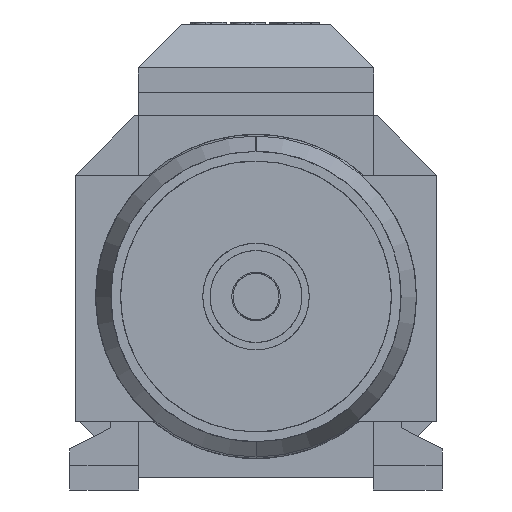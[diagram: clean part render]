
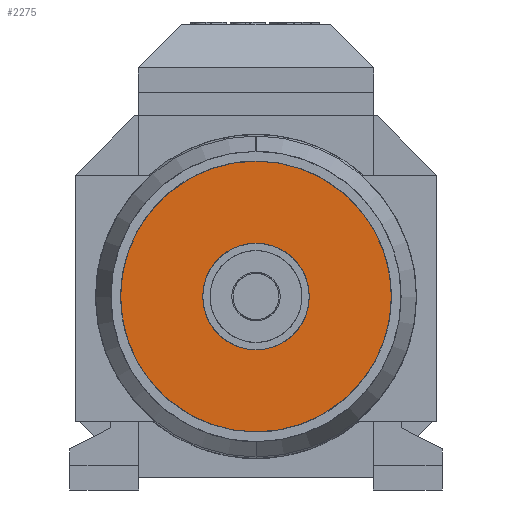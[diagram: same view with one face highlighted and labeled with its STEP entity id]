
A CAD part, front view. The second image highlights one B-rep face of the part: STEP entity #2275.
In plain terms, the highlighted planar face has unit normal (0, -1, 0).
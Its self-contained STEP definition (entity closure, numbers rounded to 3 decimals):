
#161=PLANE('',#7913);
#313=FACE_BOUND('',#2684,.T.);
#314=FACE_BOUND('',#2685,.T.);
#2275=ADVANCED_FACE('',(#313,#314),#161,.T.);
#2684=EDGE_LOOP('',(#4763,#4764));
#2685=EDGE_LOOP('',(#4765,#4766));
#4763=ORIENTED_EDGE('',*,*,#6863,.T.);
#4764=ORIENTED_EDGE('',*,*,#6864,.T.);
#4765=ORIENTED_EDGE('',*,*,#6865,.T.);
#4766=ORIENTED_EDGE('',*,*,#6866,.T.);
#5813=VERTEX_POINT('',#10334);
#5814=VERTEX_POINT('',#10335);
#5815=VERTEX_POINT('',#10368);
#5816=VERTEX_POINT('',#10369);
#6863=EDGE_CURVE('',#5813,#5814,#7793,.T.);
#6864=EDGE_CURVE('',#5814,#5813,#7794,.T.);
#6865=EDGE_CURVE('',#5815,#5816,#7795,.T.);
#6866=EDGE_CURVE('',#5816,#5815,#7796,.T.);
#7793=B_SPLINE_CURVE_WITH_KNOTS('',3,(#10320,#10321,#10322,#10323,#10324,
#10325,#10326,#10327,#10328,#10329,#10330,#10331,#10332,#10333),
 .UNSPECIFIED.,.F.,.F.,(4,2,2,2,2,2,4),(0.,0.125,0.25,0.5,0.75,0.875,1.),
 .UNSPECIFIED.);
#7794=B_SPLINE_CURVE_WITH_KNOTS('',3,(#10336,#10337,#10338,#10339,#10340,
#10341,#10342,#10343,#10344,#10345,#10346,#10347,#10348,#10349),
 .UNSPECIFIED.,.F.,.F.,(4,2,2,2,2,2,4),(0.,0.125,0.25,0.5,0.75,0.875,1.),
 .UNSPECIFIED.);
#7795=B_SPLINE_CURVE_WITH_KNOTS('',3,(#10350,#10351,#10352,#10353,#10354,
#10355,#10356,#10357,#10358,#10359,#10360,#10361,#10362,#10363,#10364,#10365,
#10366,#10367),.UNSPECIFIED.,.F.,.F.,(4,2,2,2,2,2,2,2,4),(0.,0.125,0.25,
0.375,0.5,0.625,0.75,0.875,1.),.UNSPECIFIED.);
#7796=B_SPLINE_CURVE_WITH_KNOTS('',3,(#10370,#10371,#10372,#10373,#10374,
#10375,#10376,#10377,#10378,#10379,#10380,#10381,#10382,#10383,#10384,#10385,
#10386,#10387),.UNSPECIFIED.,.F.,.F.,(4,2,2,2,2,2,2,2,4),(0.,0.125,0.25,
0.375,0.5,0.625,0.75,0.875,1.),.UNSPECIFIED.);
#7913=AXIS2_PLACEMENT_3D('',#10388,#8348,#8349);
#8348=DIRECTION('',(0.,-1.,0.));
#8349=DIRECTION('',(0.,0.,-1.));
#10320=CARTESIAN_POINT('',(0.,-188.,22.));
#10321=CARTESIAN_POINT('',(2.92,-188.,22.));
#10322=CARTESIAN_POINT('',(5.725,-188.,21.441));
#10323=CARTESIAN_POINT('',(11.113,-188.,19.21));
#10324=CARTESIAN_POINT('',(13.494,-188.,17.618));
#10325=CARTESIAN_POINT('',(19.68,-188.,11.433));
#10326=CARTESIAN_POINT('',(22.,-188.,5.832));
#10327=CARTESIAN_POINT('',(22.,-188.,-5.832));
#10328=CARTESIAN_POINT('',(19.68,-188.,-11.432));
#10329=CARTESIAN_POINT('',(13.495,-188.,-17.618));
#10330=CARTESIAN_POINT('',(11.113,-188.,-19.209));
#10331=CARTESIAN_POINT('',(5.725,-188.,-21.441));
#10332=CARTESIAN_POINT('',(2.922,-188.,-22.));
#10333=CARTESIAN_POINT('',(0.,-188.,-22.));
#10334=CARTESIAN_POINT('',(0.,-188.,22.));
#10335=CARTESIAN_POINT('',(0.,-188.,-22.));
#10336=CARTESIAN_POINT('',(0.,-188.,-22.));
#10337=CARTESIAN_POINT('',(-2.92,-188.,-22.));
#10338=CARTESIAN_POINT('',(-5.725,-188.,-21.441));
#10339=CARTESIAN_POINT('',(-11.113,-188.,-19.21));
#10340=CARTESIAN_POINT('',(-13.494,-188.,-17.618));
#10341=CARTESIAN_POINT('',(-19.68,-188.,-11.433));
#10342=CARTESIAN_POINT('',(-22.,-188.,-5.832));
#10343=CARTESIAN_POINT('',(-22.,-188.,5.832));
#10344=CARTESIAN_POINT('',(-19.68,-188.,11.432));
#10345=CARTESIAN_POINT('',(-13.495,-188.,17.618));
#10346=CARTESIAN_POINT('',(-11.113,-188.,19.209));
#10347=CARTESIAN_POINT('',(-5.725,-188.,21.441));
#10348=CARTESIAN_POINT('',(-2.922,-188.,22.));
#10349=CARTESIAN_POINT('',(0.,-188.,22.));
#10350=CARTESIAN_POINT('',(0.,-188.,56.));
#10351=CARTESIAN_POINT('',(-7.357,-188.,56.));
#10352=CARTESIAN_POINT('',(-14.637,-188.,54.551));
#10353=CARTESIAN_POINT('',(-28.223,-188.,48.924));
#10354=CARTESIAN_POINT('',(-34.399,-188.,44.797));
#10355=CARTESIAN_POINT('',(-44.797,-188.,34.399));
#10356=CARTESIAN_POINT('',(-48.923,-188.,28.223));
#10357=CARTESIAN_POINT('',(-54.551,-188.,14.638));
#10358=CARTESIAN_POINT('',(-56.,-188.,7.352));
#10359=CARTESIAN_POINT('',(-56.,-188.,-7.352));
#10360=CARTESIAN_POINT('',(-54.551,-188.,-14.637));
#10361=CARTESIAN_POINT('',(-48.924,-188.,-28.223));
#10362=CARTESIAN_POINT('',(-44.797,-188.,-34.399));
#10363=CARTESIAN_POINT('',(-34.399,-188.,-44.797));
#10364=CARTESIAN_POINT('',(-28.223,-188.,-48.923));
#10365=CARTESIAN_POINT('',(-14.638,-188.,-54.551));
#10366=CARTESIAN_POINT('',(-7.359,-188.,-56.));
#10367=CARTESIAN_POINT('',(0.,-188.,-56.));
#10368=CARTESIAN_POINT('',(0.,-188.,56.));
#10369=CARTESIAN_POINT('',(0.,-188.,-56.));
#10370=CARTESIAN_POINT('',(0.,-188.,-56.));
#10371=CARTESIAN_POINT('',(7.357,-188.,-56.));
#10372=CARTESIAN_POINT('',(14.637,-188.,-54.551));
#10373=CARTESIAN_POINT('',(28.223,-188.,-48.924));
#10374=CARTESIAN_POINT('',(34.399,-188.,-44.797));
#10375=CARTESIAN_POINT('',(44.797,-188.,-34.399));
#10376=CARTESIAN_POINT('',(48.923,-188.,-28.223));
#10377=CARTESIAN_POINT('',(54.551,-188.,-14.638));
#10378=CARTESIAN_POINT('',(56.,-188.,-7.352));
#10379=CARTESIAN_POINT('',(56.,-188.,7.352));
#10380=CARTESIAN_POINT('',(54.551,-188.,14.637));
#10381=CARTESIAN_POINT('',(48.924,-188.,28.223));
#10382=CARTESIAN_POINT('',(44.797,-188.,34.399));
#10383=CARTESIAN_POINT('',(34.399,-188.,44.797));
#10384=CARTESIAN_POINT('',(28.223,-188.,48.923));
#10385=CARTESIAN_POINT('',(14.638,-188.,54.551));
#10386=CARTESIAN_POINT('',(7.359,-188.,56.));
#10387=CARTESIAN_POINT('',(0.,-188.,56.));
#10388=CARTESIAN_POINT('',(-56.672,-188.,56.672));
